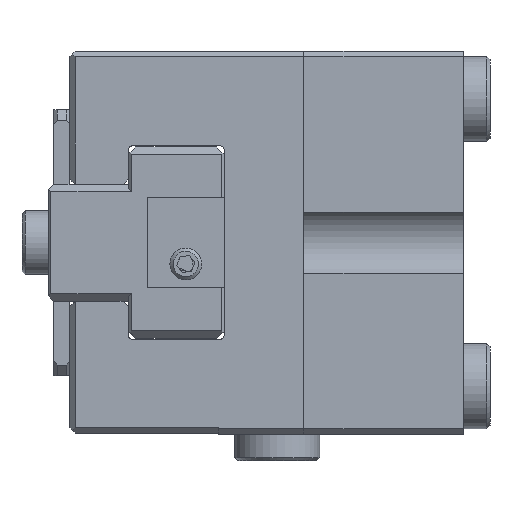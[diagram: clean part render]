
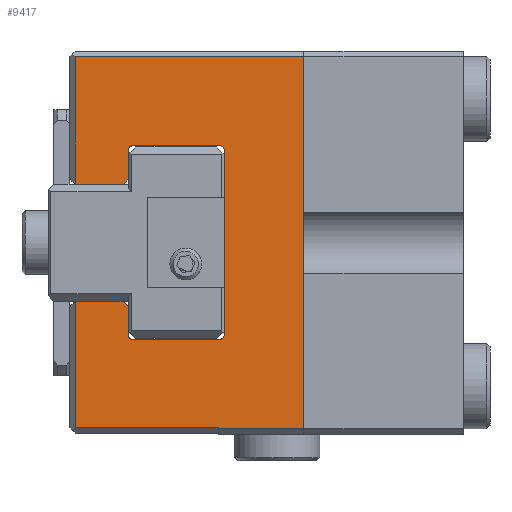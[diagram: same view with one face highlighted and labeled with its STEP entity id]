
A CAD part, left-side view. The second image highlights one B-rep face of the part: STEP entity #9417.
In plain terms, the highlighted planar face has unit normal (-1, 0, 0).
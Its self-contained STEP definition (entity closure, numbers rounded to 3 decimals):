
#315=PLANE('',#10199);
#1021=FACE_OUTER_BOUND('',#1546,.T.);
#1546=EDGE_LOOP('',(#6785,#6786,#6787,#6788,#6789,#6790,#6791,#6792,#6793,
#6794,#6795,#6796,#6797,#6798,#6799,#6800,#6801,#6802,#6803,#6804));
#2182=LINE('',#14441,#2990);
#2183=LINE('',#14444,#2991);
#2189=LINE('',#14456,#2997);
#2190=LINE('',#14458,#2998);
#2191=LINE('',#14460,#2999);
#2192=LINE('',#14462,#3000);
#2193=LINE('',#14464,#3001);
#2194=LINE('',#14466,#3002);
#2195=LINE('',#14470,#3003);
#2196=LINE('',#14474,#3004);
#2197=LINE('',#14478,#3005);
#2198=LINE('',#14482,#3006);
#2199=LINE('',#14484,#3007);
#2200=LINE('',#14486,#3008);
#2201=LINE('',#14488,#3009);
#2202=LINE('',#14489,#3010);
#2990=VECTOR('',#11245,10.);
#2991=VECTOR('',#11248,10.);
#2997=VECTOR('',#11256,10.);
#2998=VECTOR('',#11257,10.);
#2999=VECTOR('',#11258,10.);
#3000=VECTOR('',#11259,10.);
#3001=VECTOR('',#11260,10.);
#3002=VECTOR('',#11261,10.);
#3003=VECTOR('',#11264,10.);
#3004=VECTOR('',#11267,10.);
#3005=VECTOR('',#11270,10.);
#3006=VECTOR('',#11273,10.);
#3007=VECTOR('',#11274,10.);
#3008=VECTOR('',#11275,10.);
#3009=VECTOR('',#11276,10.);
#3010=VECTOR('',#11277,10.);
#3760=CIRCLE('',#10200,0.4);
#3761=CIRCLE('',#10201,0.4);
#3762=CIRCLE('',#10202,0.4);
#3763=CIRCLE('',#10203,0.4);
#4258=VERTEX_POINT('',#14437);
#4259=VERTEX_POINT('',#14439);
#4260=VERTEX_POINT('',#14443);
#4265=VERTEX_POINT('',#14455);
#4266=VERTEX_POINT('',#14457);
#4267=VERTEX_POINT('',#14459);
#4268=VERTEX_POINT('',#14461);
#4269=VERTEX_POINT('',#14463);
#4270=VERTEX_POINT('',#14465);
#4271=VERTEX_POINT('',#14467);
#4272=VERTEX_POINT('',#14469);
#4273=VERTEX_POINT('',#14471);
#4274=VERTEX_POINT('',#14473);
#4275=VERTEX_POINT('',#14475);
#4276=VERTEX_POINT('',#14477);
#4277=VERTEX_POINT('',#14479);
#4278=VERTEX_POINT('',#14481);
#4279=VERTEX_POINT('',#14483);
#4280=VERTEX_POINT('',#14485);
#4281=VERTEX_POINT('',#14487);
#5250=EDGE_CURVE('',#4259,#4258,#2182,.T.);
#5251=EDGE_CURVE('',#4260,#4258,#2183,.T.);
#5257=EDGE_CURVE('',#4259,#4265,#2189,.T.);
#5258=EDGE_CURVE('',#4266,#4265,#2190,.T.);
#5259=EDGE_CURVE('',#4267,#4266,#2191,.T.);
#5260=EDGE_CURVE('',#4267,#4268,#2192,.T.);
#5261=EDGE_CURVE('',#4269,#4268,#2193,.T.);
#5262=EDGE_CURVE('',#4269,#4270,#2194,.T.);
#5263=EDGE_CURVE('',#4271,#4270,#3760,.T.);
#5264=EDGE_CURVE('',#4271,#4272,#2195,.T.);
#5265=EDGE_CURVE('',#4273,#4272,#3761,.T.);
#5266=EDGE_CURVE('',#4273,#4274,#2196,.T.);
#5267=EDGE_CURVE('',#4275,#4274,#3762,.T.);
#5268=EDGE_CURVE('',#4275,#4276,#2197,.T.);
#5269=EDGE_CURVE('',#4277,#4276,#3763,.T.);
#5270=EDGE_CURVE('',#4277,#4278,#2198,.T.);
#5271=EDGE_CURVE('',#4279,#4278,#2199,.T.);
#5272=EDGE_CURVE('',#4279,#4280,#2200,.T.);
#5273=EDGE_CURVE('',#4281,#4280,#2201,.T.);
#5274=EDGE_CURVE('',#4260,#4281,#2202,.T.);
#6785=ORIENTED_EDGE('',*,*,#5250,.F.);
#6786=ORIENTED_EDGE('',*,*,#5257,.T.);
#6787=ORIENTED_EDGE('',*,*,#5258,.F.);
#6788=ORIENTED_EDGE('',*,*,#5259,.F.);
#6789=ORIENTED_EDGE('',*,*,#5260,.T.);
#6790=ORIENTED_EDGE('',*,*,#5261,.F.);
#6791=ORIENTED_EDGE('',*,*,#5262,.T.);
#6792=ORIENTED_EDGE('',*,*,#5263,.F.);
#6793=ORIENTED_EDGE('',*,*,#5264,.T.);
#6794=ORIENTED_EDGE('',*,*,#5265,.F.);
#6795=ORIENTED_EDGE('',*,*,#5266,.T.);
#6796=ORIENTED_EDGE('',*,*,#5267,.F.);
#6797=ORIENTED_EDGE('',*,*,#5268,.T.);
#6798=ORIENTED_EDGE('',*,*,#5269,.F.);
#6799=ORIENTED_EDGE('',*,*,#5270,.T.);
#6800=ORIENTED_EDGE('',*,*,#5271,.F.);
#6801=ORIENTED_EDGE('',*,*,#5272,.T.);
#6802=ORIENTED_EDGE('',*,*,#5273,.F.);
#6803=ORIENTED_EDGE('',*,*,#5274,.F.);
#6804=ORIENTED_EDGE('',*,*,#5251,.T.);
#9417=ADVANCED_FACE('',(#1021),#315,.T.);
#10199=AXIS2_PLACEMENT_3D('',#14454,#11254,#11255);
#10200=AXIS2_PLACEMENT_3D('',#14468,#11262,#11263);
#10201=AXIS2_PLACEMENT_3D('',#14472,#11265,#11266);
#10202=AXIS2_PLACEMENT_3D('',#14476,#11268,#11269);
#10203=AXIS2_PLACEMENT_3D('',#14480,#11271,#11272);
#11245=DIRECTION('',(0.,1.,0.));
#11248=DIRECTION('',(0.,0.,-1.));
#11254=DIRECTION('center_axis',(-1.,0.,0.));
#11255=DIRECTION('ref_axis',(0.,-1.,0.));
#11256=DIRECTION('',(0.,0.,1.));
#11257=DIRECTION('',(0.,-1.,0.));
#11258=DIRECTION('',(0.,0.,1.));
#11259=DIRECTION('',(0.,-1.,0.));
#11260=DIRECTION('',(0.,0.707,-0.707));
#11261=DIRECTION('',(0.,0.,1.));
#11262=DIRECTION('center_axis',(-1.,0.,0.));
#11263=DIRECTION('ref_axis',(0.,0.707,0.707));
#11264=DIRECTION('',(0.,-1.,0.));
#11265=DIRECTION('center_axis',(-1.,0.,0.));
#11266=DIRECTION('ref_axis',(0.,-0.707,0.707));
#11267=DIRECTION('',(0.,0.,-1.));
#11268=DIRECTION('center_axis',(-1.,0.,0.));
#11269=DIRECTION('ref_axis',(0.,-0.707,-0.707));
#11270=DIRECTION('',(0.,1.,0.));
#11271=DIRECTION('center_axis',(-1.,0.,0.));
#11272=DIRECTION('ref_axis',(0.,0.707,-0.707));
#11273=DIRECTION('',(0.,0.,1.));
#11274=DIRECTION('',(0.,-0.707,-0.707));
#11275=DIRECTION('',(0.,1.,0.));
#11276=DIRECTION('',(0.,0.,1.));
#11277=DIRECTION('',(0.,1.,0.));
#14437=CARTESIAN_POINT('',(-32.,4.5,-17.5));
#14439=CARTESIAN_POINT('',(-32.,-3.5,-17.5));
#14441=CARTESIAN_POINT('',(-32.,9.25,-17.5));
#14443=CARTESIAN_POINT('',(-32.,4.5,-17.4));
#14444=CARTESIAN_POINT('',(-32.,4.5,-9.));
#14454=CARTESIAN_POINT('Origin',(-32.,18.5,0.));
#14455=CARTESIAN_POINT('',(-32.,-3.5,17.5));
#14456=CARTESIAN_POINT('',(-32.,-3.5,-9.));
#14457=CARTESIAN_POINT('',(-32.,18.,17.5));
#14458=CARTESIAN_POINT('',(-32.,9.25,17.5));
#14459=CARTESIAN_POINT('',(-32.,18.,5.5));
#14460=CARTESIAN_POINT('',(-32.,18.,0.));
#14461=CARTESIAN_POINT('',(-32.,13.5,5.5));
#14462=CARTESIAN_POINT('',(-32.,18.5,5.5));
#14463=CARTESIAN_POINT('',(-32.,13.,6.));
#14464=CARTESIAN_POINT('',(-32.,16.,3.));
#14465=CARTESIAN_POINT('',(-32.,13.,8.7));
#14466=CARTESIAN_POINT('',(-32.,13.,2.75));
#14467=CARTESIAN_POINT('',(-32.,12.6,9.1));
#14468=CARTESIAN_POINT('Origin',(-32.,12.6,8.7));
#14469=CARTESIAN_POINT('',(-32.,4.4,9.1));
#14470=CARTESIAN_POINT('',(-32.,15.75,9.1));
#14471=CARTESIAN_POINT('',(-32.,4.,8.7));
#14472=CARTESIAN_POINT('Origin',(-32.,4.4,8.7));
#14473=CARTESIAN_POINT('',(-32.,4.,-8.7));
#14474=CARTESIAN_POINT('',(-32.,4.,4.55));
#14475=CARTESIAN_POINT('',(-32.,4.4,-9.1));
#14476=CARTESIAN_POINT('Origin',(-32.,4.4,-8.7));
#14477=CARTESIAN_POINT('',(-32.,12.6,-9.1));
#14478=CARTESIAN_POINT('',(-32.,11.25,-9.1));
#14479=CARTESIAN_POINT('',(-32.,13.,-8.7));
#14480=CARTESIAN_POINT('Origin',(-32.,12.6,-8.7));
#14481=CARTESIAN_POINT('',(-32.,13.,-6.));
#14482=CARTESIAN_POINT('',(-32.,13.,-4.55));
#14483=CARTESIAN_POINT('',(-32.,13.5,-5.5));
#14484=CARTESIAN_POINT('',(-32.,16.,-3.));
#14485=CARTESIAN_POINT('',(-32.,18.,-5.5));
#14486=CARTESIAN_POINT('',(-32.,15.75,-5.5));
#14487=CARTESIAN_POINT('',(-32.,18.,-17.4));
#14488=CARTESIAN_POINT('',(-32.,18.,0.));
#14489=CARTESIAN_POINT('',(-32.,15.,-17.4));
